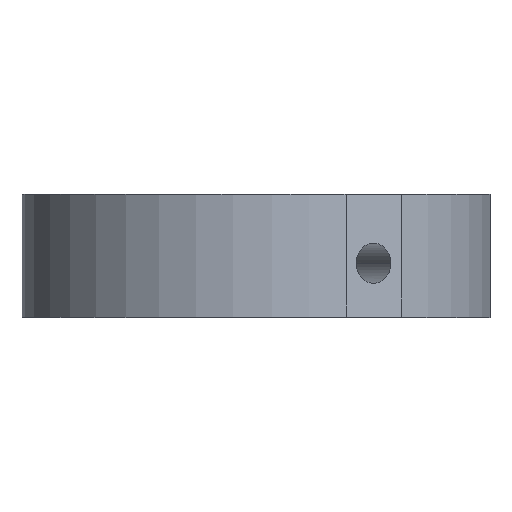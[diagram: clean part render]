
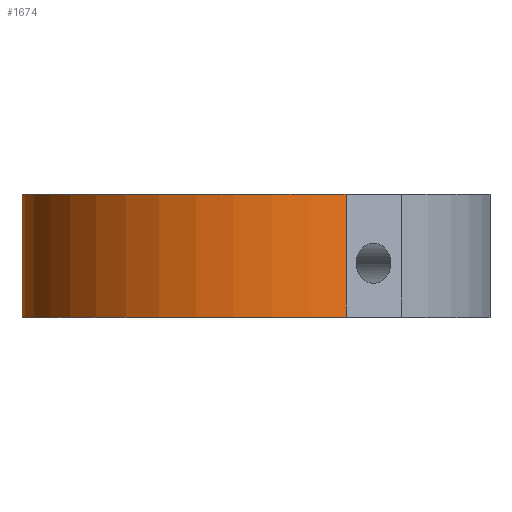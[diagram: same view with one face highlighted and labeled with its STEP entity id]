
A CAD part, top view. The second image highlights one B-rep face of the part: STEP entity #1674.
In plain terms, the highlighted cylindrical face has radius 109 mm (diameter 218 mm), a partial arc.
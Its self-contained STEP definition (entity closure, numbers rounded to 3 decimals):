
#35 = DIRECTION ( 'NONE',  ( -1., 0., 0. ) ) ;
#98 = LINE ( 'NONE', #1797, #377 ) ;
#141 = VERTEX_POINT ( 'NONE', #2524 ) ;
#291 = AXIS2_PLACEMENT_3D ( 'NONE', #783, #1027, #587 ) ;
#377 = VECTOR ( 'NONE', #1151, 1000. ) ;
#445 = ORIENTED_EDGE ( 'NONE', *, *, #2666, .T. ) ;
#456 = ORIENTED_EDGE ( 'NONE', *, *, #1311, .F. ) ;
#563 = VERTEX_POINT ( 'NONE', #2204 ) ;
#587 = DIRECTION ( 'NONE',  ( -1., 0., 0. ) ) ;
#638 = CIRCLE ( 'NONE', #640, 109. ) ;
#640 = AXIS2_PLACEMENT_3D ( 'NONE', #1046, #1297, #1090 ) ;
#680 = CARTESIAN_POINT ( 'NONE',  ( -109., 0., 0. ) ) ;
#705 = VERTEX_POINT ( 'NONE', #1892 ) ;
#736 = CIRCLE ( 'NONE', #2378, 109. ) ;
#783 = CARTESIAN_POINT ( 'NONE',  ( 0., 0., 0. ) ) ;
#885 = LINE ( 'NONE', #680, #2515 ) ;
#1027 = DIRECTION ( 'NONE',  ( 0., -1., 0. ) ) ;
#1046 = CARTESIAN_POINT ( 'NONE',  ( 0., 57., 0. ) ) ;
#1090 = DIRECTION ( 'NONE',  ( -1., 0., 0. ) ) ;
#1151 = DIRECTION ( 'NONE',  ( 0., 1., 0. ) ) ;
#1297 = DIRECTION ( 'NONE',  ( 0., 1., 0. ) ) ;
#1299 = DIRECTION ( 'NONE',  ( 0., -1., 0. ) ) ;
#1311 = EDGE_CURVE ( 'NONE', #2636, #563, #638, .T. ) ;
#1351 = ORIENTED_EDGE ( 'NONE', *, *, #1909, .T. ) ;
#1406 = CYLINDRICAL_SURFACE ( 'NONE', #291, 109. ) ;
#1450 = FACE_OUTER_BOUND ( 'NONE', #1580, .T. ) ;
#1580 = EDGE_LOOP ( 'NONE', ( #456, #445, #1351, #1678 ) ) ;
#1674 = ADVANCED_FACE ( 'NONE', ( #1450 ), #1406, .T. ) ;
#1678 = ORIENTED_EDGE ( 'NONE', *, *, #1894, .T. ) ;
#1702 = CARTESIAN_POINT ( 'NONE',  ( 0., 0., 0. ) ) ;
#1775 = CARTESIAN_POINT ( 'NONE',  ( -109., 57., 0. ) ) ;
#1797 = CARTESIAN_POINT ( 'NONE',  ( 41.243, 0., 100.896 ) ) ;
#1892 = CARTESIAN_POINT ( 'NONE',  ( -109., 0., 0. ) ) ;
#1894 = EDGE_CURVE ( 'NONE', #141, #563, #98, .T. ) ;
#1909 = EDGE_CURVE ( 'NONE', #705, #141, #736, .T. ) ;
#2204 = CARTESIAN_POINT ( 'NONE',  ( 41.243, 57., 100.896 ) ) ;
#2378 = AXIS2_PLACEMENT_3D ( 'NONE', #1702, #2621, #35 ) ;
#2515 = VECTOR ( 'NONE', #1299, 1000. ) ;
#2524 = CARTESIAN_POINT ( 'NONE',  ( 41.243, 0., 100.896 ) ) ;
#2621 = DIRECTION ( 'NONE',  ( 0., 1., 0. ) ) ;
#2636 = VERTEX_POINT ( 'NONE', #1775 ) ;
#2666 = EDGE_CURVE ( 'NONE', #2636, #705, #885, .T. ) ;
